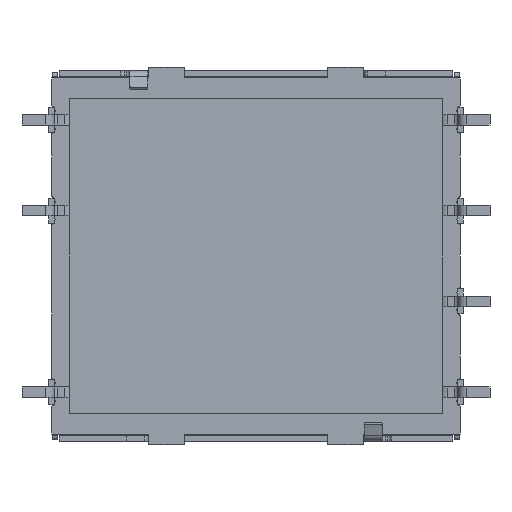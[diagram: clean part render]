
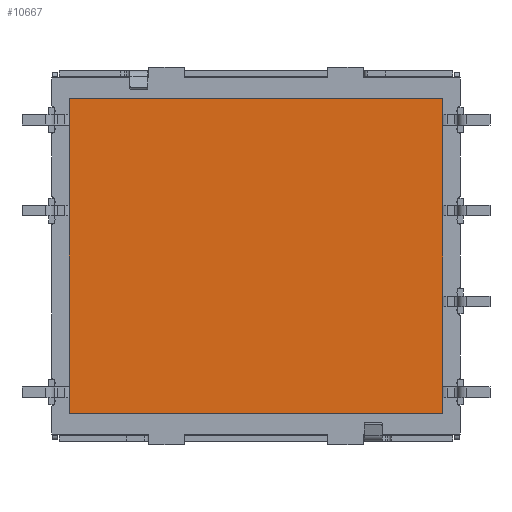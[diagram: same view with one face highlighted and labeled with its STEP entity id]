
A CAD part, front view. The second image highlights one B-rep face of the part: STEP entity #10667.
In plain terms, the highlighted planar face has unit normal (0, -1, 0).
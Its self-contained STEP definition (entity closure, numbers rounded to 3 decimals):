
#280 = LINE ( 'NONE', #6654, #17730 ) ;
#1077 = CARTESIAN_POINT ( 'NONE',  ( 0., 1., 0. ) ) ;
#1426 = CARTESIAN_POINT ( 'NONE',  ( -10.43, 1., -8.8 ) ) ;
#2108 = FACE_OUTER_BOUND ( 'NONE', #14565, .T. ) ;
#2716 = DIRECTION ( 'NONE',  ( 0., 0., 1. ) ) ;
#2739 = VECTOR ( 'NONE', #16311, 1000. ) ;
#3002 = EDGE_CURVE ( 'NONE', #16400, #16924, #17114, .T. ) ;
#3205 = LINE ( 'NONE', #1426, #19622 ) ;
#3507 = VECTOR ( 'NONE', #5711, 1000. ) ;
#4536 = EDGE_CURVE ( 'NONE', #14461, #20818, #15807, .T. ) ;
#5711 = DIRECTION ( 'NONE',  ( 0., 0., 1. ) ) ;
#6342 = DIRECTION ( 'NONE',  ( -1., 0., 0. ) ) ;
#6443 = ORIENTED_EDGE ( 'NONE', *, *, #4536, .F. ) ;
#6654 = CARTESIAN_POINT ( 'NONE',  ( -10.43, 1., 8.8 ) ) ;
#6886 = CARTESIAN_POINT ( 'NONE',  ( -10.43, 1., -8.8 ) ) ;
#8260 = CARTESIAN_POINT ( 'NONE',  ( 10.43, 1., -8.8 ) ) ;
#8948 = ORIENTED_EDGE ( 'NONE', *, *, #13874, .F. ) ;
#9931 = CARTESIAN_POINT ( 'NONE',  ( -10.43, 1., 8.8 ) ) ;
#10141 = AXIS2_PLACEMENT_3D ( 'NONE', #1077, #12508, #2716 ) ;
#10667 = ADVANCED_FACE ( 'NONE', ( #2108 ), #15747, .F. ) ;
#11938 = ORIENTED_EDGE ( 'NONE', *, *, #3002, .F. ) ;
#12245 = CARTESIAN_POINT ( 'NONE',  ( -10.43, 1., -8.8 ) ) ;
#12508 = DIRECTION ( 'NONE',  ( 0., 1., 0. ) ) ;
#13874 = EDGE_CURVE ( 'NONE', #20818, #16400, #3205, .T. ) ;
#14461 = VERTEX_POINT ( 'NONE', #16222 ) ;
#14565 = EDGE_LOOP ( 'NONE', ( #11938, #8948, #6443, #18191 ) ) ;
#15747 = PLANE ( 'NONE',  #10141 ) ;
#15807 = LINE ( 'NONE', #17988, #2739 ) ;
#16222 = CARTESIAN_POINT ( 'NONE',  ( 10.43, 1., 8.8 ) ) ;
#16311 = DIRECTION ( 'NONE',  ( 0., 0., -1. ) ) ;
#16315 = EDGE_CURVE ( 'NONE', #16924, #14461, #280, .T. ) ;
#16400 = VERTEX_POINT ( 'NONE', #6886 ) ;
#16924 = VERTEX_POINT ( 'NONE', #9931 ) ;
#17114 = LINE ( 'NONE', #12245, #3507 ) ;
#17730 = VECTOR ( 'NONE', #19812, 1000. ) ;
#17988 = CARTESIAN_POINT ( 'NONE',  ( 10.43, 1., -8.8 ) ) ;
#18191 = ORIENTED_EDGE ( 'NONE', *, *, #16315, .F. ) ;
#19622 = VECTOR ( 'NONE', #6342, 1000. ) ;
#19812 = DIRECTION ( 'NONE',  ( 1., 0., 0. ) ) ;
#20818 = VERTEX_POINT ( 'NONE', #8260 ) ;
